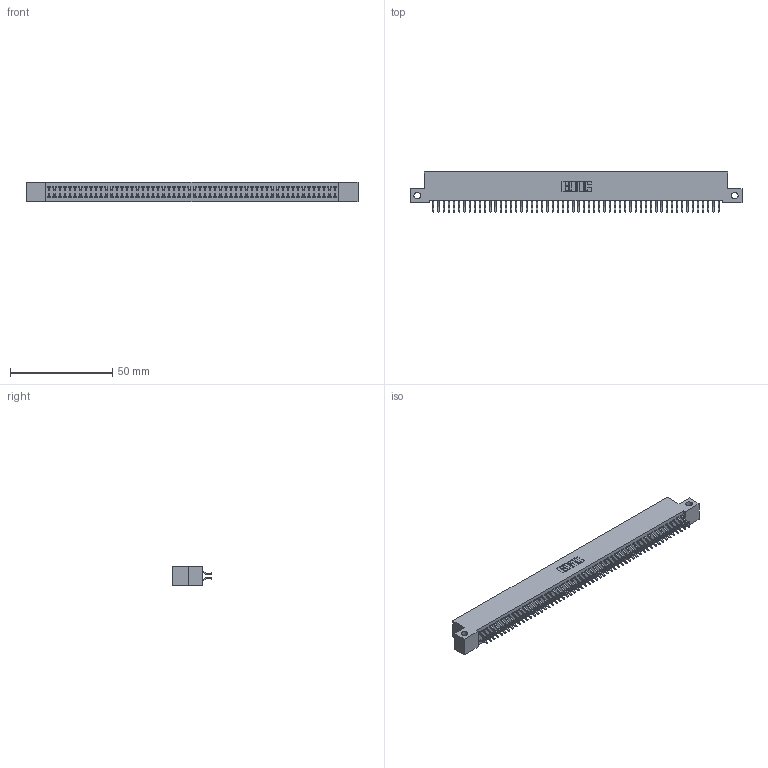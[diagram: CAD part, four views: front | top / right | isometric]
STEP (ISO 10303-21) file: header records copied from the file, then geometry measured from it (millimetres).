
FILE_DESCRIPTION (( 'STEP AP203' ), '1' );
FILE_NAME ('392-112-556-212.STEP', '2018-08-18T22:47:28', ( '' ), ( '' ), 'SwSTEP 2.0', 'SolidWorks 2016', '' );
FILE_SCHEMA (( 'CONFIG_CONTROL_DESIGN' ));
Length unit declared in the file: inch
Products named in the file (3): 342 Part_Side Mount; 345-292-001_556 Tail; 392-112-556-212
Assembly tree (113 placements, depth 2):
  392-112-556-212
    342 Part_Side Mount
    345-292-001_556 Tail  x112
Bounding box: 162.56 x 19.58 x 9.4 mm (x, y, z)
Volume: 14595.5 mm3; surface area: 23834.4 mm2
Topology: 113 solids, 113 shells, 6606 faces, 19675 edges, 12966 vertices
Faces by surface type: plane 4546, cylinder 2060
Entity records: 34307 total; most frequent: CARTESIAN_POINT 5682, ORIENTED_EDGE 5606, DIRECTION 4819, EDGE_CURVE 2803, LINE 2667, VECTOR 2667, VERTEX_POINT 1866, AXIS2_PLACEMENT_3D 1076
